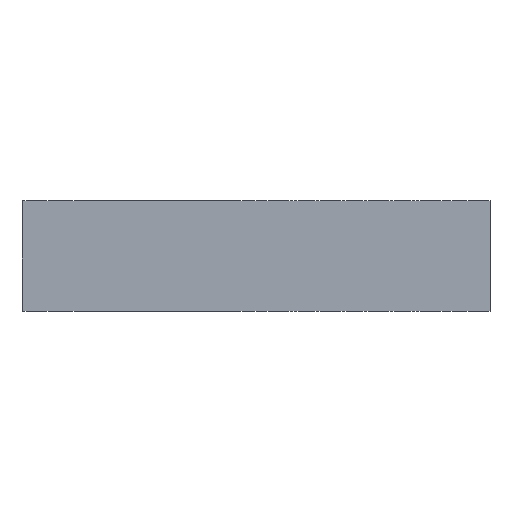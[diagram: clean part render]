
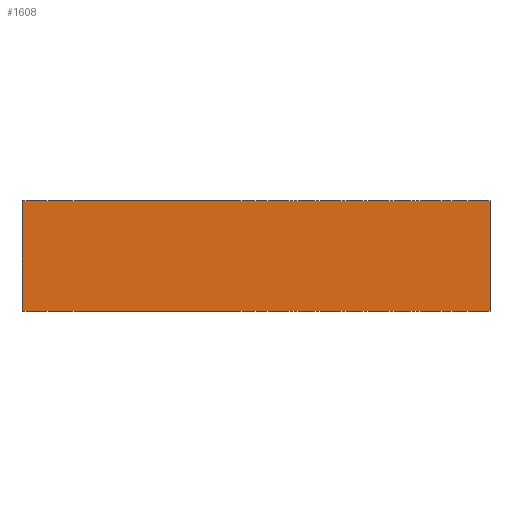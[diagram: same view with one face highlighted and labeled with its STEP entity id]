
A CAD part, top view. The second image highlights one B-rep face of the part: STEP entity #1608.
In plain terms, the highlighted planar face has unit normal (0, 0, 1).
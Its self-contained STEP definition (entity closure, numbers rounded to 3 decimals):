
#69 = VERTEX_POINT ( 'NONE', #644 ) ;
#76 = ORIENTED_EDGE ( 'NONE', *, *, #3108, .T. ) ;
#161 = VECTOR ( 'NONE', #3401, 1000. ) ;
#524 = LINE ( 'NONE', #3418, #821 ) ;
#644 = CARTESIAN_POINT ( 'NONE',  ( -19., 4.5, 0. ) ) ;
#655 = CARTESIAN_POINT ( 'NONE',  ( 19., 4.5, 0. ) ) ;
#772 = EDGE_CURVE ( 'NONE', #69, #1280, #1797, .T. ) ;
#780 = CARTESIAN_POINT ( 'NONE',  ( -19., 4.5, 0. ) ) ;
#781 = CARTESIAN_POINT ( 'NONE',  ( -19., -4.5, 0. ) ) ;
#821 = VECTOR ( 'NONE', #975, 1000. ) ;
#975 = DIRECTION ( 'NONE',  ( 1., 0., 0. ) ) ;
#1051 = ORIENTED_EDGE ( 'NONE', *, *, #772, .T. ) ;
#1067 = CARTESIAN_POINT ( 'NONE',  ( 19., -4.5, 0. ) ) ;
#1208 = VERTEX_POINT ( 'NONE', #1067 ) ;
#1267 = LINE ( 'NONE', #2638, #161 ) ;
#1280 = VERTEX_POINT ( 'NONE', #781 ) ;
#1307 = DIRECTION ( 'NONE',  ( 0., 0., -1. ) ) ;
#1421 = VECTOR ( 'NONE', #1711, 1000. ) ;
#1534 = FACE_OUTER_BOUND ( 'NONE', #2726, .T. ) ;
#1556 = EDGE_CURVE ( 'NONE', #2562, #1208, #2792, .T. ) ;
#1608 = ADVANCED_FACE ( 'NONE', ( #1534 ), #1795, .F. ) ;
#1711 = DIRECTION ( 'NONE',  ( 0., -1., 0. ) ) ;
#1732 = VECTOR ( 'NONE', #3424, 1000. ) ;
#1795 = PLANE ( 'NONE',  #2366 ) ;
#1797 = LINE ( 'NONE', #780, #1732 ) ;
#1968 = EDGE_CURVE ( 'NONE', #69, #2562, #524, .T. ) ;
#2040 = CARTESIAN_POINT ( 'NONE',  ( 0., 4.5, 0. ) ) ;
#2366 = AXIS2_PLACEMENT_3D ( 'NONE', #2040, #1307, #2593 ) ;
#2562 = VERTEX_POINT ( 'NONE', #2884 ) ;
#2593 = DIRECTION ( 'NONE',  ( -1., 0., 0. ) ) ;
#2638 = CARTESIAN_POINT ( 'NONE',  ( 0., -4.5, 0. ) ) ;
#2726 = EDGE_LOOP ( 'NONE', ( #76, #3134, #3406, #1051 ) ) ;
#2792 = LINE ( 'NONE', #655, #1421 ) ;
#2884 = CARTESIAN_POINT ( 'NONE',  ( 19., 4.5, 0. ) ) ;
#3108 = EDGE_CURVE ( 'NONE', #1280, #1208, #1267, .T. ) ;
#3134 = ORIENTED_EDGE ( 'NONE', *, *, #1556, .F. ) ;
#3401 = DIRECTION ( 'NONE',  ( 1., 0., 0. ) ) ;
#3406 = ORIENTED_EDGE ( 'NONE', *, *, #1968, .F. ) ;
#3418 = CARTESIAN_POINT ( 'NONE',  ( 0., 4.5, 0. ) ) ;
#3424 = DIRECTION ( 'NONE',  ( 0., -1., 0. ) ) ;
